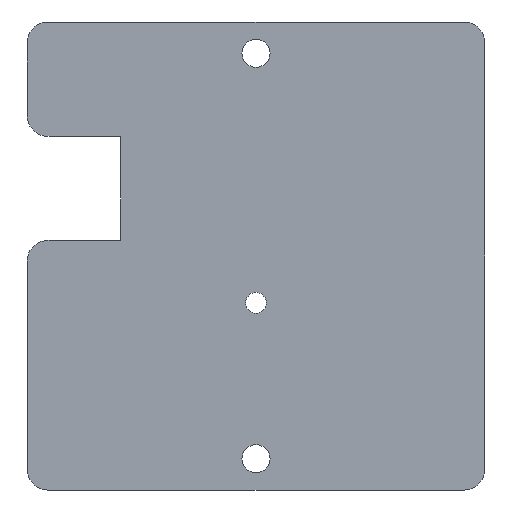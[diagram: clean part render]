
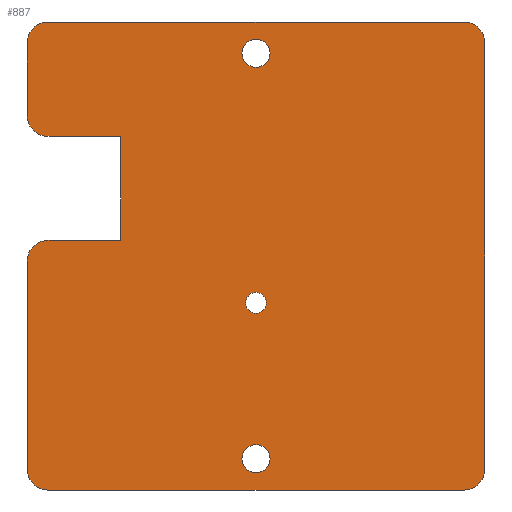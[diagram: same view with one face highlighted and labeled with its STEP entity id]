
A CAD part, front view. The second image highlights one B-rep face of the part: STEP entity #887.
In plain terms, the highlighted planar face has unit normal (0, -1, 0).
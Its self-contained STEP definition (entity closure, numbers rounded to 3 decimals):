
#22=FACE_BOUND('',#198,.T.);
#23=FACE_BOUND('',#199,.T.);
#24=FACE_BOUND('',#200,.T.);
#35=CIRCLE('',#921,2.);
#47=CIRCLE('',#938,2.);
#56=CIRCLE('',#959,2.);
#59=CIRCLE('',#964,2.);
#62=CIRCLE('',#972,2.);
#64=CIRCLE('',#976,2.);
#66=CIRCLE('',#980,1.35);
#67=CIRCLE('',#982,1.35);
#70=CIRCLE('',#994,1.);
#91=PLANE('',#993);
#140=FACE_OUTER_BOUND('',#197,.T.);
#197=EDGE_LOOP('',(#749,#750,#751,#752,#753,#754,#755,#756,#757,#758,#759,
#760,#761,#762));
#198=EDGE_LOOP('',(#763));
#199=EDGE_LOOP('',(#764));
#200=EDGE_LOOP('',(#765));
#219=LINE('',#1305,#294);
#242=LINE('',#1377,#317);
#248=LINE('',#1398,#323);
#249=LINE('',#1400,#324);
#258=LINE('',#1480,#333);
#261=LINE('',#1486,#336);
#266=LINE('',#1510,#341);
#267=LINE('',#1512,#342);
#294=VECTOR('',#1027,10.);
#317=VECTOR('',#1088,10.);
#323=VECTOR('',#1114,10.);
#324=VECTOR('',#1117,10.);
#333=VECTOR('',#1166,10.);
#336=VECTOR('',#1171,10.);
#341=VECTOR('',#1206,10.);
#342=VECTOR('',#1209,10.);
#372=VERTEX_POINT('',#1302);
#373=VERTEX_POINT('',#1304);
#376=VERTEX_POINT('',#1314);
#377=VERTEX_POINT('',#1315);
#403=VERTEX_POINT('',#1376);
#404=VERTEX_POINT('',#1380);
#405=VERTEX_POINT('',#1381);
#415=VERTEX_POINT('',#1462);
#416=VERTEX_POINT('',#1463);
#418=VERTEX_POINT('',#1472);
#419=VERTEX_POINT('',#1473);
#421=VERTEX_POINT('',#1484);
#422=VERTEX_POINT('',#1490);
#423=VERTEX_POINT('',#1496);
#424=VERTEX_POINT('',#1502);
#425=VERTEX_POINT('',#1506);
#433=VERTEX_POINT('',#1540);
#449=EDGE_CURVE('',#373,#372,#219,.T.);
#454=EDGE_CURVE('',#376,#377,#35,.T.);
#485=EDGE_CURVE('',#377,#403,#242,.T.);
#487=EDGE_CURVE('',#404,#405,#47,.T.);
#496=EDGE_CURVE('',#376,#373,#248,.T.);
#497=EDGE_CURVE('',#372,#405,#249,.T.);
#510=EDGE_CURVE('',#415,#416,#56,.T.);
#515=EDGE_CURVE('',#418,#419,#59,.T.);
#519=EDGE_CURVE('',#416,#418,#258,.T.);
#522=EDGE_CURVE('',#421,#415,#261,.T.);
#524=EDGE_CURVE('',#403,#422,#62,.T.);
#527=EDGE_CURVE('',#423,#421,#64,.T.);
#531=EDGE_CURVE('',#424,#424,#66,.T.);
#533=EDGE_CURVE('',#425,#425,#67,.T.);
#534=EDGE_CURVE('',#419,#404,#266,.T.);
#535=EDGE_CURVE('',#422,#423,#267,.T.);
#549=EDGE_CURVE('',#433,#433,#70,.T.);
#749=ORIENTED_EDGE('',*,*,#454,.F.);
#750=ORIENTED_EDGE('',*,*,#496,.T.);
#751=ORIENTED_EDGE('',*,*,#449,.T.);
#752=ORIENTED_EDGE('',*,*,#497,.T.);
#753=ORIENTED_EDGE('',*,*,#487,.F.);
#754=ORIENTED_EDGE('',*,*,#534,.F.);
#755=ORIENTED_EDGE('',*,*,#515,.F.);
#756=ORIENTED_EDGE('',*,*,#519,.F.);
#757=ORIENTED_EDGE('',*,*,#510,.F.);
#758=ORIENTED_EDGE('',*,*,#522,.F.);
#759=ORIENTED_EDGE('',*,*,#527,.F.);
#760=ORIENTED_EDGE('',*,*,#535,.F.);
#761=ORIENTED_EDGE('',*,*,#524,.F.);
#762=ORIENTED_EDGE('',*,*,#485,.F.);
#763=ORIENTED_EDGE('',*,*,#531,.T.);
#764=ORIENTED_EDGE('',*,*,#533,.T.);
#765=ORIENTED_EDGE('',*,*,#549,.T.);
#887=ADVANCED_FACE('',(#140,#22,#23,#24),#91,.T.);
#921=AXIS2_PLACEMENT_3D('',#1316,#1037,#1038);
#938=AXIS2_PLACEMENT_3D('',#1382,#1092,#1093);
#959=AXIS2_PLACEMENT_3D('',#1464,#1144,#1145);
#964=AXIS2_PLACEMENT_3D('',#1474,#1156,#1157);
#972=AXIS2_PLACEMENT_3D('',#1491,#1178,#1179);
#976=AXIS2_PLACEMENT_3D('',#1497,#1187,#1188);
#980=AXIS2_PLACEMENT_3D('',#1504,#1197,#1198);
#982=AXIS2_PLACEMENT_3D('',#1508,#1202,#1203);
#993=AXIS2_PLACEMENT_3D('',#1539,#1237,#1238);
#994=AXIS2_PLACEMENT_3D('',#1541,#1239,#1240);
#1027=DIRECTION('',(0.,0.,-1.));
#1037=DIRECTION('center_axis',(0.,1.,0.));
#1038=DIRECTION('ref_axis',(-0.707,0.,-0.707));
#1088=DIRECTION('',(0.,0.,1.));
#1092=DIRECTION('center_axis',(0.,1.,0.));
#1093=DIRECTION('ref_axis',(-0.707,0.,0.707));
#1114=DIRECTION('',(1.,0.,0.));
#1117=DIRECTION('',(-1.,0.,0.));
#1144=DIRECTION('center_axis',(0.,1.,0.));
#1145=DIRECTION('ref_axis',(0.707,0.,-0.707));
#1156=DIRECTION('center_axis',(0.,1.,0.));
#1157=DIRECTION('ref_axis',(-0.707,0.,-0.707));
#1166=DIRECTION('',(-1.,0.,0.));
#1171=DIRECTION('',(0.,0.,-1.));
#1178=DIRECTION('center_axis',(0.,1.,0.));
#1179=DIRECTION('ref_axis',(-0.707,0.,0.707));
#1187=DIRECTION('center_axis',(0.,1.,0.));
#1188=DIRECTION('ref_axis',(0.707,0.,0.707));
#1197=DIRECTION('center_axis',(0.,1.,0.));
#1198=DIRECTION('ref_axis',(-1.,0.,0.));
#1202=DIRECTION('center_axis',(0.,1.,0.));
#1203=DIRECTION('ref_axis',(-1.,0.,0.));
#1206=DIRECTION('',(0.,0.,1.));
#1209=DIRECTION('',(1.,0.,0.));
#1237=DIRECTION('center_axis',(0.,-1.,0.));
#1238=DIRECTION('ref_axis',(-1.,0.,0.));
#1239=DIRECTION('center_axis',(0.,1.,0.));
#1240=DIRECTION('ref_axis',(-1.,0.,0.));
#1302=CARTESIAN_POINT('',(-13.,3.,6.));
#1304=CARTESIAN_POINT('',(-13.,3.,16.));
#1305=CARTESIAN_POINT('',(-13.,3.,3.));
#1314=CARTESIAN_POINT('',(-20.,3.,16.));
#1315=CARTESIAN_POINT('',(-22.,3.,18.));
#1316=CARTESIAN_POINT('Origin',(-20.,3.,18.));
#1376=CARTESIAN_POINT('',(-22.,3.,25.));
#1377=CARTESIAN_POINT('',(-22.,3.,-6.75));
#1380=CARTESIAN_POINT('',(-22.,3.,4.));
#1381=CARTESIAN_POINT('',(-20.,3.,6.));
#1382=CARTESIAN_POINT('Origin',(-20.,3.,4.));
#1398=CARTESIAN_POINT('',(-6.5,3.,16.));
#1400=CARTESIAN_POINT('',(-11.,3.,6.));
#1462=CARTESIAN_POINT('',(22.,3.,-16.));
#1463=CARTESIAN_POINT('',(20.,3.,-18.));
#1464=CARTESIAN_POINT('Origin',(20.,3.,-16.));
#1472=CARTESIAN_POINT('',(-20.,3.,-18.));
#1473=CARTESIAN_POINT('',(-22.,3.,-16.));
#1474=CARTESIAN_POINT('Origin',(-20.,3.,-16.));
#1480=CARTESIAN_POINT('',(-11.,3.,-18.));
#1484=CARTESIAN_POINT('',(22.,3.,25.));
#1486=CARTESIAN_POINT('',(22.,3.,15.75));
#1490=CARTESIAN_POINT('',(-20.,3.,27.));
#1491=CARTESIAN_POINT('Origin',(-20.,3.,25.));
#1496=CARTESIAN_POINT('',(20.,3.,27.));
#1497=CARTESIAN_POINT('Origin',(20.,3.,25.));
#1502=CARTESIAN_POINT('',(1.35,3.,24.));
#1504=CARTESIAN_POINT('Origin',(0.,3.,24.));
#1506=CARTESIAN_POINT('',(1.35,3.,-15.));
#1508=CARTESIAN_POINT('Origin',(0.,3.,-15.));
#1510=CARTESIAN_POINT('',(-22.,3.,-6.75));
#1512=CARTESIAN_POINT('',(11.,3.,27.));
#1539=CARTESIAN_POINT('Origin',(0.,3.,0.));
#1540=CARTESIAN_POINT('',(1.,3.,0.));
#1541=CARTESIAN_POINT('Origin',(0.,3.,0.));
